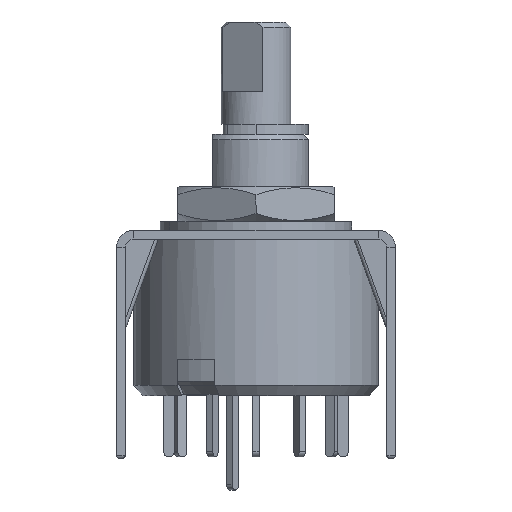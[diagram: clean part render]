
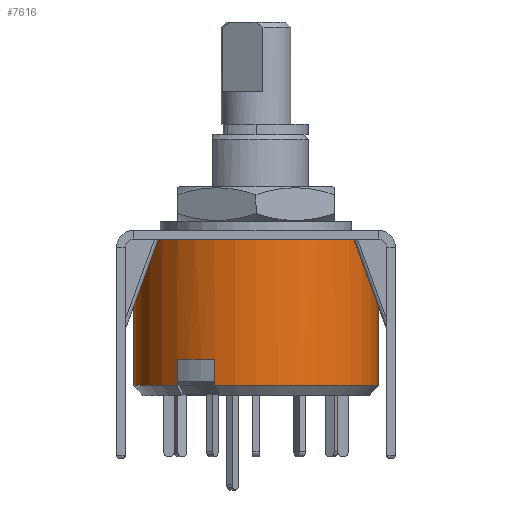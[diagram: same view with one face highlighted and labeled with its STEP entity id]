
A CAD part, front view. The second image highlights one B-rep face of the part: STEP entity #7616.
In plain terms, the highlighted cylindrical face has radius 7 mm (diameter 14 mm), a partial arc.
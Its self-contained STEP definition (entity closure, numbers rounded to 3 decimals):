
#192 = DIRECTION ( 'NONE',  ( -1., 0., 0. ) ) ;
#254 = DIRECTION ( 'NONE',  ( 0., 0., -1. ) ) ;
#268 = AXIS2_PLACEMENT_3D ( 'NONE', #4279, #254, #372 ) ;
#372 = DIRECTION ( 'NONE',  ( 1., 0., 0. ) ) ;
#556 = CARTESIAN_POINT ( 'NONE',  ( -7., 0., -7.4 ) ) ;
#585 = EDGE_CURVE ( 'NONE', #17407, #8246, #3874, .T. ) ;
#681 = VERTEX_POINT ( 'NONE', #13392 ) ;
#705 = CARTESIAN_POINT ( 'NONE',  ( -2.361, -6.59, 9. ) ) ;
#901 = DIRECTION ( 'NONE',  ( 0., 0., -1. ) ) ;
#1054 = CIRCLE ( 'NONE', #11016, 7. ) ;
#1330 = AXIS2_PLACEMENT_3D ( 'NONE', #8001, #3708, #10692 ) ;
#1451 = ORIENTED_EDGE ( 'NONE', *, *, #13826, .F. ) ;
#1456 = CARTESIAN_POINT ( 'NONE',  ( -4.526, -5.34, 9. ) ) ;
#1829 = VECTOR ( 'NONE', #17061, 1000. ) ;
#2664 = DIRECTION ( 'NONE',  ( 0., 0., -1. ) ) ;
#3094 = CARTESIAN_POINT ( 'NONE',  ( -2.361, -6.59, -5.9 ) ) ;
#3103 = ORIENTED_EDGE ( 'NONE', *, *, #12103, .T. ) ;
#3396 = CARTESIAN_POINT ( 'NONE',  ( 7., 0., 9. ) ) ;
#3708 = DIRECTION ( 'NONE',  ( 0., 0., -1. ) ) ;
#3874 = LINE ( 'NONE', #3396, #7935 ) ;
#3928 = CARTESIAN_POINT ( 'NONE',  ( 7., 0., -7.4 ) ) ;
#3944 = DIRECTION ( 'NONE',  ( 0., 0., -1. ) ) ;
#3973 = CARTESIAN_POINT ( 'NONE',  ( -4.526, -5.34, -7.4 ) ) ;
#4279 = CARTESIAN_POINT ( 'NONE',  ( 0., 0., -7.4 ) ) ;
#5091 = VECTOR ( 'NONE', #5623, 1000. ) ;
#5390 = VERTEX_POINT ( 'NONE', #15337 ) ;
#5612 = EDGE_CURVE ( 'NONE', #16071, #9377, #12720, .T. ) ;
#5623 = DIRECTION ( 'NONE',  ( 0., 0., 1. ) ) ;
#5656 = CARTESIAN_POINT ( 'NONE',  ( 0., 0., -5.9 ) ) ;
#5854 = LINE ( 'NONE', #705, #1829 ) ;
#6008 = ORIENTED_EDGE ( 'NONE', *, *, #585, .F. ) ;
#6118 = VERTEX_POINT ( 'NONE', #3094 ) ;
#7040 = ORIENTED_EDGE ( 'NONE', *, *, #7641, .T. ) ;
#7158 = CARTESIAN_POINT ( 'NONE',  ( 7., 0., 0.95 ) ) ;
#7564 = FACE_OUTER_BOUND ( 'NONE', #10967, .T. ) ;
#7616 = ADVANCED_FACE ( 'NONE', ( #7564 ), #13964, .T. ) ;
#7641 = EDGE_CURVE ( 'NONE', #17407, #681, #15256, .T. ) ;
#7935 = VECTOR ( 'NONE', #10430, 1000. ) ;
#8001 = CARTESIAN_POINT ( 'NONE',  ( 0., 0., 9. ) ) ;
#8243 = CARTESIAN_POINT ( 'NONE',  ( -7., 0., 9. ) ) ;
#8246 = VERTEX_POINT ( 'NONE', #3928 ) ;
#8289 = AXIS2_PLACEMENT_3D ( 'NONE', #10332, #901, #12991 ) ;
#8721 = EDGE_CURVE ( 'NONE', #6118, #5390, #5854, .T. ) ;
#8840 = VERTEX_POINT ( 'NONE', #15091 ) ;
#8844 = ORIENTED_EDGE ( 'NONE', *, *, #13747, .T. ) ;
#9377 = VERTEX_POINT ( 'NONE', #556 ) ;
#9511 = DIRECTION ( 'NONE',  ( -1., 0., 0. ) ) ;
#10037 = ORIENTED_EDGE ( 'NONE', *, *, #5612, .F. ) ;
#10332 = CARTESIAN_POINT ( 'NONE',  ( 0., 0., -7.4 ) ) ;
#10430 = DIRECTION ( 'NONE',  ( 0., 0., -1. ) ) ;
#10692 = DIRECTION ( 'NONE',  ( -1., 0., 0. ) ) ;
#10731 = ORIENTED_EDGE ( 'NONE', *, *, #12622, .T. ) ;
#10824 = CARTESIAN_POINT ( 'NONE',  ( 0., 0., 0.95 ) ) ;
#10967 = EDGE_LOOP ( 'NONE', ( #6008, #7040, #3103, #10037, #10731, #8844, #13582, #1451 ) ) ;
#11016 = AXIS2_PLACEMENT_3D ( 'NONE', #5656, #15084, #192 ) ;
#12103 = EDGE_CURVE ( 'NONE', #681, #9377, #14933, .T. ) ;
#12622 = EDGE_CURVE ( 'NONE', #16071, #8840, #13212, .T. ) ;
#12720 = CIRCLE ( 'NONE', #8289, 7. ) ;
#12991 = DIRECTION ( 'NONE',  ( 1., 0., 0. ) ) ;
#13212 = LINE ( 'NONE', #1456, #5091 ) ;
#13392 = CARTESIAN_POINT ( 'NONE',  ( -7., 0., 0.95 ) ) ;
#13582 = ORIENTED_EDGE ( 'NONE', *, *, #8721, .T. ) ;
#13747 = EDGE_CURVE ( 'NONE', #8840, #6118, #1054, .T. ) ;
#13826 = EDGE_CURVE ( 'NONE', #8246, #5390, #17304, .T. ) ;
#13964 = CYLINDRICAL_SURFACE ( 'NONE', #1330, 7. ) ;
#14933 = LINE ( 'NONE', #8243, #15157 ) ;
#15084 = DIRECTION ( 'NONE',  ( 0., 0., 1. ) ) ;
#15091 = CARTESIAN_POINT ( 'NONE',  ( -4.526, -5.34, -5.9 ) ) ;
#15157 = VECTOR ( 'NONE', #3944, 1000. ) ;
#15256 = CIRCLE ( 'NONE', #17245, 7. ) ;
#15337 = CARTESIAN_POINT ( 'NONE',  ( -2.361, -6.59, -7.4 ) ) ;
#16071 = VERTEX_POINT ( 'NONE', #3973 ) ;
#17061 = DIRECTION ( 'NONE',  ( 0., 0., -1. ) ) ;
#17245 = AXIS2_PLACEMENT_3D ( 'NONE', #10824, #2664, #9511 ) ;
#17304 = CIRCLE ( 'NONE', #268, 7. ) ;
#17407 = VERTEX_POINT ( 'NONE', #7158 ) ;
